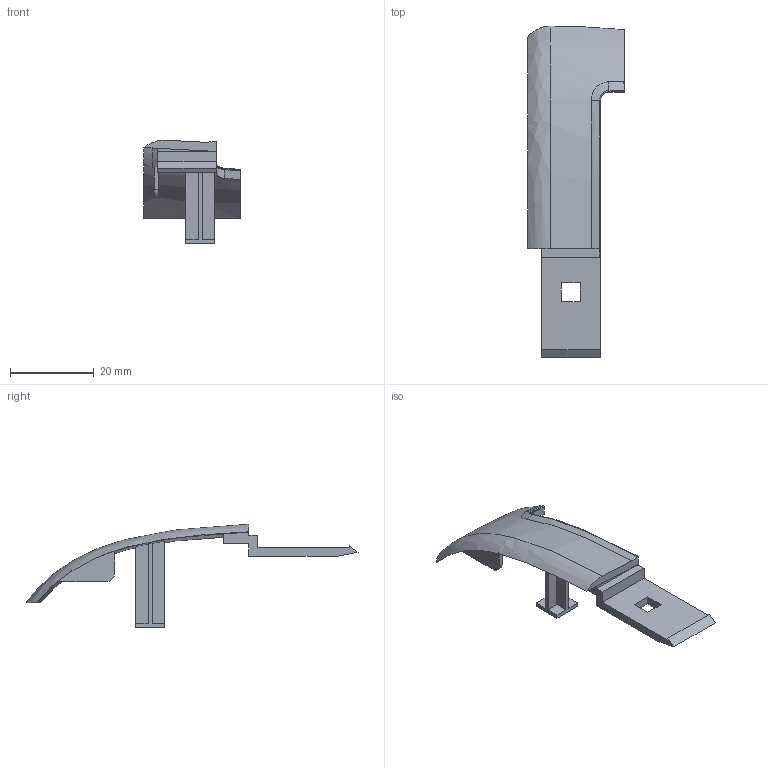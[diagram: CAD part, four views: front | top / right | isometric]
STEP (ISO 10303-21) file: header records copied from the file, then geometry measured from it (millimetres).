
FILE_DESCRIPTION(/* description */ (''),/* implementation_level */ '2;1');
FILE_NAME(/* name */ 'B1.step',/* time_stamp */ '2025-05-18T10:04:06+09:00',/* author */ (''),/* organization */ (''),/* preprocessor_version */ 'ST-DEVELOPER v20.1',/* originating_system */ 'Autodesk Translation Framework v14.4.0.0',/* authorisation */ '');
FILE_SCHEMA (('AUTOMOTIVE_DESIGN { 1 0 10303 214 3 1 1 }'));
Length unit declared in the file: millimetre
Products named in the file (1): B1 (1)
Bounding box: 23.04 x 79.09 x 24.66 mm (x, y, z)
Volume: 3215 mm3; surface area: 4153 mm2
Topology: 1 solids, 1 shells, 62 faces, 162 edges, 105 vertices
Faces by surface type: plane 45, bspline 15, cylinder 2
Entity records: 2785 total; most frequent: CARTESIAN_POINT 1386, ORIENTED_EDGE 324, DIRECTION 204, EDGE_CURVE 162, VERTEX_POINT 105, LINE 96, VECTOR 96, EDGE_LOOP 67
